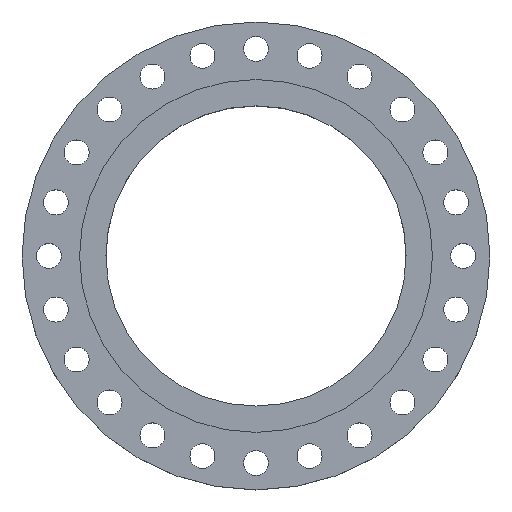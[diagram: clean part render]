
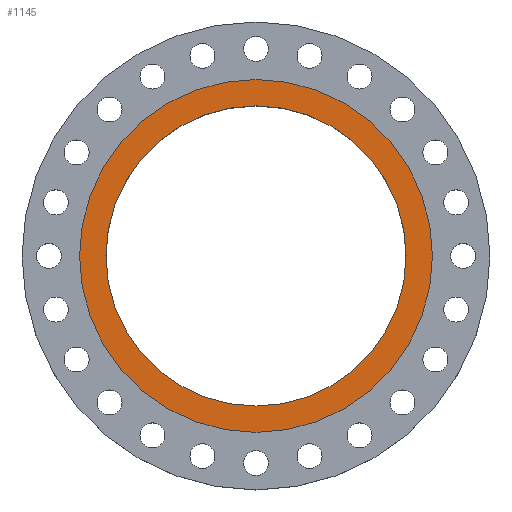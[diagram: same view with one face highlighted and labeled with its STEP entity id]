
A CAD part, top view. The second image highlights one B-rep face of the part: STEP entity #1145.
In plain terms, the highlighted planar face has unit normal (0, 0, 1).
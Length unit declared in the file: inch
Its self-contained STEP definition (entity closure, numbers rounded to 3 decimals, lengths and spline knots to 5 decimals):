
#48 = AXIS2_PLACEMENT_3D ( 'NONE', #1623, #1994, #1453 ) ;
#104 = EDGE_LOOP ( 'NONE', ( #1953, #526 ) ) ;
#159 = CARTESIAN_POINT ( 'NONE',  ( -9.78125, 0., 0. ) ) ;
#166 = CARTESIAN_POINT ( 'NONE',  ( 11.5, 0., 0. ) ) ;
#189 = PLANE ( 'NONE',  #48 ) ;
#304 = VERTEX_POINT ( 'NONE', #159 ) ;
#315 = DIRECTION ( 'NONE',  ( 0., 0., 1. ) ) ;
#336 = DIRECTION ( 'NONE',  ( 1., 0., 0. ) ) ;
#349 = AXIS2_PLACEMENT_3D ( 'NONE', #1484, #743, #1464 ) ;
#362 = DIRECTION ( 'NONE',  ( 1., 0., 0. ) ) ;
#475 = CARTESIAN_POINT ( 'NONE',  ( 9.78125, 0., 0. ) ) ;
#526 = ORIENTED_EDGE ( 'NONE', *, *, #1522, .T. ) ;
#579 = CIRCLE ( 'NONE', #349, 9.78125 ) ;
#592 = FACE_BOUND ( 'NONE', #1987, .T. ) ;
#683 = VERTEX_POINT ( 'NONE', #475 ) ;
#706 = DIRECTION ( 'NONE',  ( 0., 0., 1. ) ) ;
#712 = VERTEX_POINT ( 'NONE', #1177 ) ;
#728 = CARTESIAN_POINT ( 'NONE',  ( 0., 0., 0. ) ) ;
#743 = DIRECTION ( 'NONE',  ( 0., 0., 1. ) ) ;
#785 = EDGE_CURVE ( 'NONE', #1057, #712, #978, .T. ) ;
#978 = CIRCLE ( 'NONE', #1058, 11.5 ) ;
#983 = AXIS2_PLACEMENT_3D ( 'NONE', #728, #1080, #362 ) ;
#1057 = VERTEX_POINT ( 'NONE', #166 ) ;
#1058 = AXIS2_PLACEMENT_3D ( 'NONE', #1085, #706, #1772 ) ;
#1080 = DIRECTION ( 'NONE',  ( 0., 0., 1. ) ) ;
#1085 = CARTESIAN_POINT ( 'NONE',  ( 0., 0., 0. ) ) ;
#1104 = FACE_OUTER_BOUND ( 'NONE', #104, .T. ) ;
#1145 = ADVANCED_FACE ( 'NONE', ( #592, #1104 ), #189, .F. ) ;
#1177 = CARTESIAN_POINT ( 'NONE',  ( -11.5, 0., 0. ) ) ;
#1259 = EDGE_CURVE ( 'NONE', #683, #304, #579, .T. ) ;
#1371 = CIRCLE ( 'NONE', #983, 9.78125 ) ;
#1453 = DIRECTION ( 'NONE',  ( -1., 0., 0. ) ) ;
#1464 = DIRECTION ( 'NONE',  ( 1., 0., 0. ) ) ;
#1484 = CARTESIAN_POINT ( 'NONE',  ( 0., 0., 0. ) ) ;
#1522 = EDGE_CURVE ( 'NONE', #712, #1057, #1668, .T. ) ;
#1579 = EDGE_CURVE ( 'NONE', #304, #683, #1371, .T. ) ;
#1623 = CARTESIAN_POINT ( 'NONE',  ( 0., 9.78125, 0. ) ) ;
#1668 = CIRCLE ( 'NONE', #2048, 11.5 ) ;
#1704 = ORIENTED_EDGE ( 'NONE', *, *, #1579, .F. ) ;
#1767 = CARTESIAN_POINT ( 'NONE',  ( 0., 0., 0. ) ) ;
#1772 = DIRECTION ( 'NONE',  ( 1., 0., 0. ) ) ;
#1953 = ORIENTED_EDGE ( 'NONE', *, *, #785, .T. ) ;
#1987 = EDGE_LOOP ( 'NONE', ( #2181, #1704 ) ) ;
#1994 = DIRECTION ( 'NONE',  ( 0., 0., -1. ) ) ;
#2048 = AXIS2_PLACEMENT_3D ( 'NONE', #1767, #315, #336 ) ;
#2181 = ORIENTED_EDGE ( 'NONE', *, *, #1259, .F. ) ;
